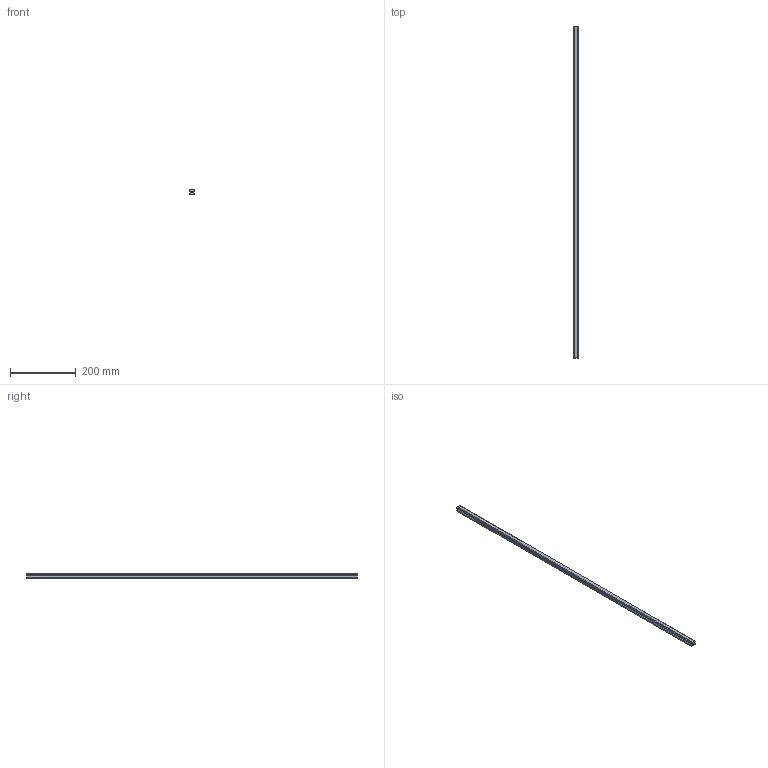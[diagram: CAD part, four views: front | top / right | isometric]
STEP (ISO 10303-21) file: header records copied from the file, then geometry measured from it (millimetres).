
FILE_DESCRIPTION(('STEP AP214'),'1');
FILE_NAME('cctmp_2000026B-E020-4F74-8B30-B359B6636654_2021_01_19_13_01_12_0836..stp','2021-01-19T12:01:12',('HIWIN GmbH'),('CADClick - www.CADClick.com'),'Spatial InterOp 3D',' ','unknown authorization');
FILE_SCHEMA(('AUTOMOTIVE_DESIGN'));
Length unit declared in the file: millimetre
Products named in the file (1): HGR15T1010C_FILE
Bounding box: 15 x 1010 x 15 mm (x, y, z)
Volume: 189568.3 mm3; surface area: 64336.1 mm2
Topology: 1 solids, 1 shells, 183 faces, 497 edges, 303 vertices
Faces by surface type: plane 89, cylinder 60, cone 34
Entity records: 6969 total; most frequent: DIRECTION 951, CARTESIAN_POINT 950, ORIENTED_EDGE 926, EDGE_CURVE 463, LINE 343, VECTOR 343, AXIS2_PLACEMENT_3D 304, VERTEX_POINT 303
